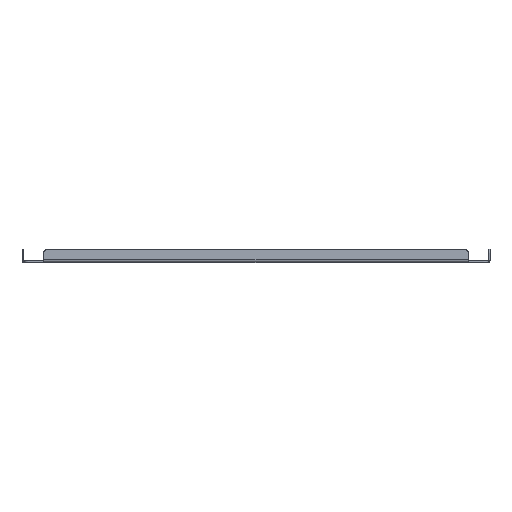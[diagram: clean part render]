
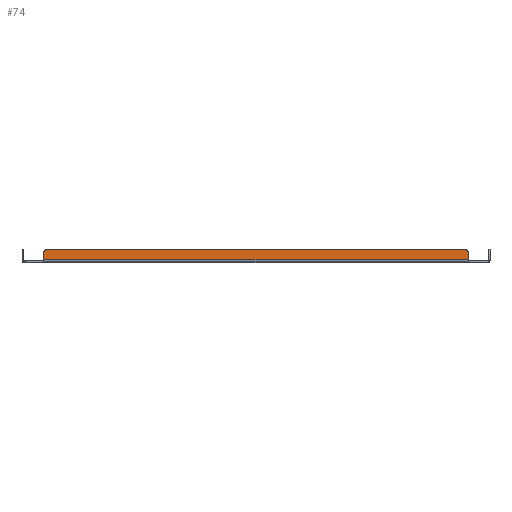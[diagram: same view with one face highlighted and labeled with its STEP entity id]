
A CAD part, top view. The second image highlights one B-rep face of the part: STEP entity #74.
In plain terms, the highlighted planar face has unit normal (0, 0, 1).
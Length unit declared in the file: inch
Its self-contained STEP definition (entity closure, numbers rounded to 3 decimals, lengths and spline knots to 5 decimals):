
#74 = ADVANCED_FACE ( 'NONE', ( #2250 ), #948, .F. ) ;
#95 = CARTESIAN_POINT ( 'NONE',  ( -11.99842, 0.5, 13.5 ) ) ;
#141 = CARTESIAN_POINT ( 'NONE',  ( 11.99842, 0.5, 13.5 ) ) ;
#229 = CARTESIAN_POINT ( 'NONE',  ( -12.24842, 0.5, 13.5 ) ) ;
#288 = DIRECTION ( 'NONE',  ( -1., 0., 0. ) ) ;
#323 = CARTESIAN_POINT ( 'NONE',  ( 12.24842, 0.125, 13.5 ) ) ;
#389 = VERTEX_POINT ( 'NONE', #229 ) ;
#413 = CARTESIAN_POINT ( 'NONE',  ( 12.24842, 0.125, 13.5 ) ) ;
#452 = EDGE_LOOP ( 'NONE', ( #2565, #621, #974, #2663, #528, #1077 ) ) ;
#528 = ORIENTED_EDGE ( 'NONE', *, *, #1399, .F. ) ;
#530 = LINE ( 'NONE', #1474, #625 ) ;
#539 = VERTEX_POINT ( 'NONE', #1292 ) ;
#621 = ORIENTED_EDGE ( 'NONE', *, *, #1886, .T. ) ;
#625 = VECTOR ( 'NONE', #1269, 39.37008 ) ;
#629 = LINE ( 'NONE', #323, #1614 ) ;
#688 = CARTESIAN_POINT ( 'NONE',  ( -12.24842, 0.125, 13.5 ) ) ;
#736 = VECTOR ( 'NONE', #914, 39.37008 ) ;
#843 = VERTEX_POINT ( 'NONE', #2418 ) ;
#914 = DIRECTION ( 'NONE',  ( 0., -1., 0. ) ) ;
#932 = CARTESIAN_POINT ( 'NONE',  ( 12.24842, 0.5, 13.5 ) ) ;
#948 = PLANE ( 'NONE',  #1157 ) ;
#974 = ORIENTED_EDGE ( 'NONE', *, *, #1982, .F. ) ;
#976 = DIRECTION ( 'NONE',  ( -1., 0., 0. ) ) ;
#984 = AXIS2_PLACEMENT_3D ( 'NONE', #141, #2166, #976 ) ;
#1001 = VERTEX_POINT ( 'NONE', #932 ) ;
#1028 = CIRCLE ( 'NONE', #1412, 0.25 ) ;
#1077 = ORIENTED_EDGE ( 'NONE', *, *, #1263, .F. ) ;
#1157 = AXIS2_PLACEMENT_3D ( 'NONE', #2553, #2569, #1324 ) ;
#1263 = EDGE_CURVE ( 'NONE', #843, #2317, #530, .T. ) ;
#1269 = DIRECTION ( 'NONE',  ( 1., 0., 0. ) ) ;
#1292 = CARTESIAN_POINT ( 'NONE',  ( 12.24842, 0.125, 13.5 ) ) ;
#1324 = DIRECTION ( 'NONE',  ( 0., 1., 0. ) ) ;
#1381 = CIRCLE ( 'NONE', #984, 0.25 ) ;
#1399 = EDGE_CURVE ( 'NONE', #2317, #1001, #1381, .T. ) ;
#1412 = AXIS2_PLACEMENT_3D ( 'NONE', #95, #2549, #288 ) ;
#1451 = CARTESIAN_POINT ( 'NONE',  ( -12.24842, 0.125, 13.5 ) ) ;
#1474 = CARTESIAN_POINT ( 'NONE',  ( 13.375, 0.75, 13.5 ) ) ;
#1614 = VECTOR ( 'NONE', #1730, 39.37008 ) ;
#1730 = DIRECTION ( 'NONE',  ( -1., 0., 0. ) ) ;
#1854 = DIRECTION ( 'NONE',  ( 0., 1., 0. ) ) ;
#1886 = EDGE_CURVE ( 'NONE', #389, #2377, #2272, .T. ) ;
#1982 = EDGE_CURVE ( 'NONE', #539, #2377, #629, .T. ) ;
#2013 = VECTOR ( 'NONE', #1854, 39.37008 ) ;
#2075 = LINE ( 'NONE', #413, #2013 ) ;
#2166 = DIRECTION ( 'NONE',  ( 0., 0., -1. ) ) ;
#2250 = FACE_OUTER_BOUND ( 'NONE', #452, .T. ) ;
#2253 = CARTESIAN_POINT ( 'NONE',  ( 11.99842, 0.75, 13.5 ) ) ;
#2272 = LINE ( 'NONE', #688, #736 ) ;
#2317 = VERTEX_POINT ( 'NONE', #2253 ) ;
#2377 = VERTEX_POINT ( 'NONE', #1451 ) ;
#2381 = EDGE_CURVE ( 'NONE', #539, #1001, #2075, .T. ) ;
#2414 = EDGE_CURVE ( 'NONE', #389, #843, #1028, .T. ) ;
#2418 = CARTESIAN_POINT ( 'NONE',  ( -11.99842, 0.75, 13.5 ) ) ;
#2549 = DIRECTION ( 'NONE',  ( 0., 0., -1. ) ) ;
#2553 = CARTESIAN_POINT ( 'NONE',  ( 13.375, 0.09379, 13.5 ) ) ;
#2565 = ORIENTED_EDGE ( 'NONE', *, *, #2414, .F. ) ;
#2569 = DIRECTION ( 'NONE',  ( 0., 0., -1. ) ) ;
#2663 = ORIENTED_EDGE ( 'NONE', *, *, #2381, .T. ) ;
